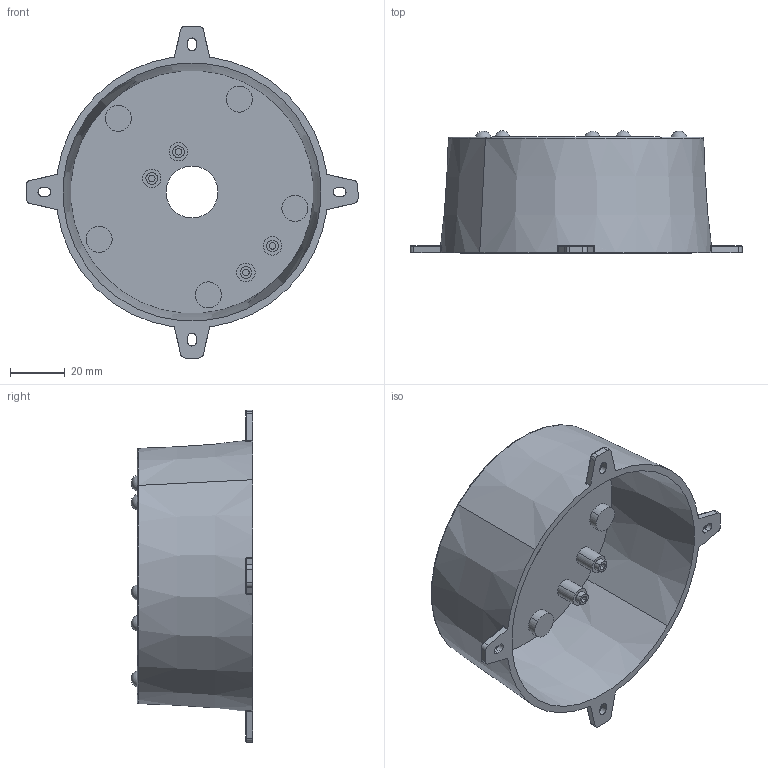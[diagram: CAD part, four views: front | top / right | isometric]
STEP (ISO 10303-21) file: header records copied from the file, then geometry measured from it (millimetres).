
FILE_DESCRIPTION (( 'STEP AP214' ), '1' );
FILE_NAME ('Base.STEP', '2023-10-17T14:40:46', ( '' ), ( '' ), 'SwSTEP 2.0', 'SolidWorks 2023', '' );
FILE_SCHEMA (( 'AUTOMOTIVE_DESIGN' ));
Length unit declared in the file: millimetre
Products named in the file (4): BR-KT Assembly; Base; Base BR-KT; Inner-Roller BR-KT
Assembly tree (7 placements, depth 3):
  Base
    BR-KT Assembly
      Base BR-KT
      Inner-Roller BR-KT  x5
Bounding box: 121.41 x 44.57 x 121.41 mm (x, y, z)
Volume: 50017.9 mm3; surface area: 41484.3 mm2
Topology: 6 solids, 6 shells, 498 faces, 1169 edges, 636 vertices
Faces by surface type: cylinder 216, plane 99, bspline 76, torus 73, sphere 30, cone 4
Entity records: 14002 total; most frequent: CARTESIAN_POINT 4272, DIRECTION 2056, ORIENTED_EDGE 1966, EDGE_CURVE 983, AXIS2_PLACEMENT_3D 848, VERTEX_POINT 560, EDGE_LOOP 483, CIRCLE 463
